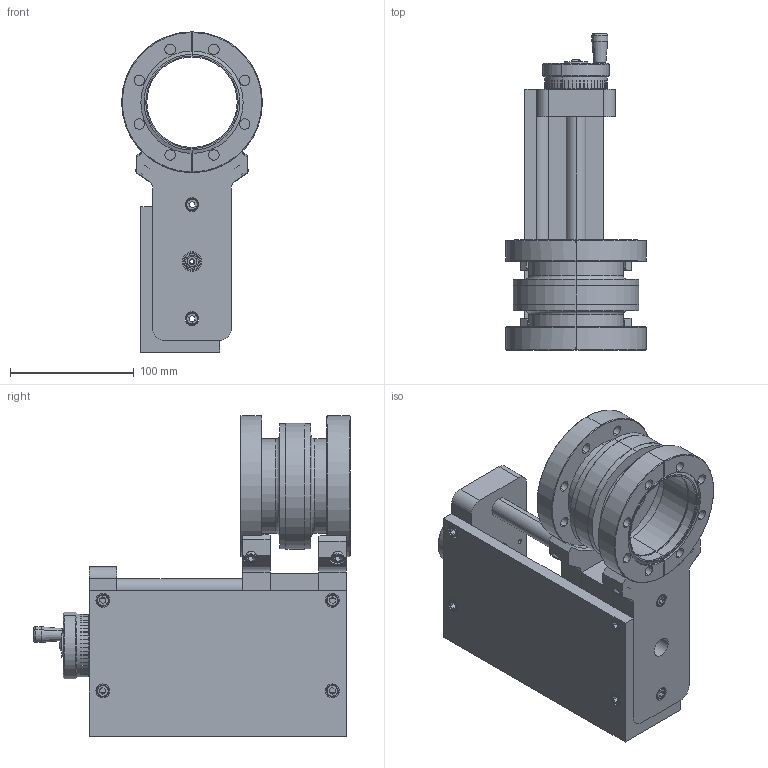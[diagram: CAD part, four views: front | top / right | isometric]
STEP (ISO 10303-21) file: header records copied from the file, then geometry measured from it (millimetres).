
FILE_DESCRIPTION (( 'STEP AP214' ), '1' );
FILE_NAME ('BLT45S-04, BOTH THRU (FLOATING BRG) 10010325.STEP', '2018-11-21T17:52:14', ( 'JBeebout' ), ( 'Microsoft' ), 'SwSTEP 2.0', 'SolidWorks 2018', '' );
FILE_SCHEMA (( 'AUTOMOTIVE_DESIGN' ));
Length unit declared in the file: inch
Products named in the file (1): BLT45S-04, BOTH THRU (FLOATING BRG) 10010325
Bounding box: 113.54 x 255.64 x 258.38 mm (x, y, z)
Surface area: 309491.7 mm2 (no closed solid volume)
Topology: 0 solids, 43 shells, 496 faces, 1632 edges, 1179 vertices
Faces by surface type: plane 227, cylinder 203, cone 58, torus 8
Entity records: 25117 total; most frequent: CARTESIAN_POINT 3894, DIRECTION 3276, ORIENTED_EDGE 2634, EDGE_CURVE 1632, AXIS2_PLACEMENT_3D 1185, VERTEX_POINT 1179, VECTOR 906, LINE 906
